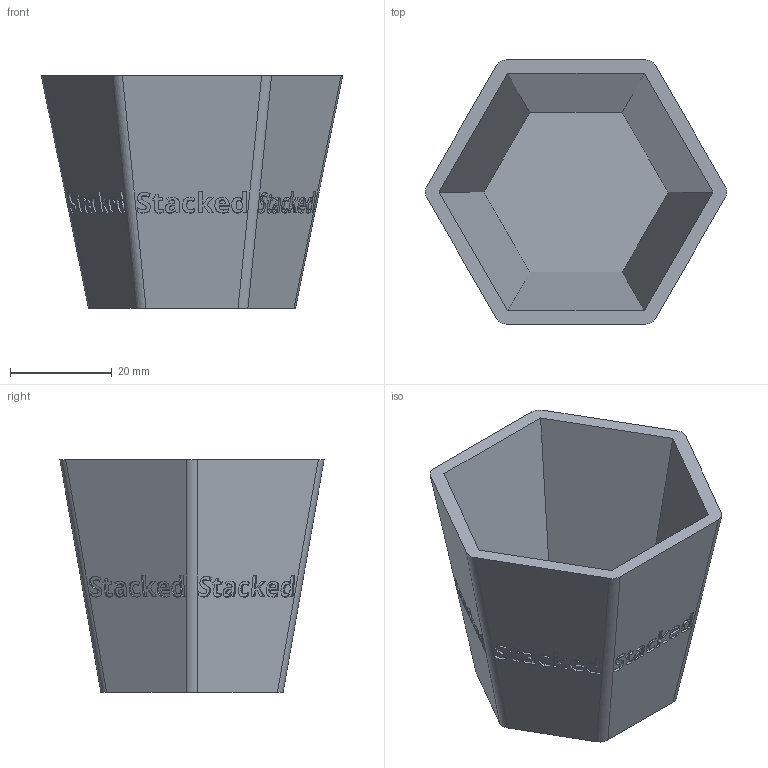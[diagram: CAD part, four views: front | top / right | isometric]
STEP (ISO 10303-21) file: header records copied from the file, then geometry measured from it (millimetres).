
FILE_DESCRIPTION(/* description */ ('STEP AP242 Edition 2','CAx-IF Rec.Pracs.---Representation and Presentation of Product Manufacturing Information (PMI)---4.0---2014-10-13','CAx-IF Rec.Pracs.---3D Tessellated Geometry---0.4---2014-09-14','2;1','CAx-IF Rec.Pracs.---User Defined Attributes---1.5---2016-08-15'),/* implementation_level */ '2;1');
FILE_NAME(/* name */ '6948391c7dc7fa73893ce4ff',/* time_stamp */ '2025-12-21T18:14:53Z',/* author */ (''),/* organization */ (''),/* preprocessor_version */ 'ST-DEVELOPER v20',/* originating_system */ 'ONSHAPE BY PTC INC, 1.208',/* authorisation */ ' ');
FILE_SCHEMA (('AP242_MANAGED_MODEL_BASED_3D_ENGINEERING_MIM_LF { 1 0 10303 442 3 1 4 }'));
Length unit declared in the file: metre
Products named in the file (1): Part 1
Bounding box: 59.28 x 51.94 x 45.72 mm (x, y, z)
Volume: 19407.6 mm3; surface area: 15683.7 mm2
Topology: 1 solids, 1 shells, 1092 faces, 3057 edges, 2038 vertices
Faces by surface type: bspline 493, plane 449, cylinder 150
Entity records: 36655 total; most frequent: CARTESIAN_POINT 11611, ORIENTED_EDGE 6114, DIRECTION 3571, EDGE_CURVE 3057, VERTEX_POINT 2038, LINE 1771, VECTOR 1771, EDGE_LOOP 1163
